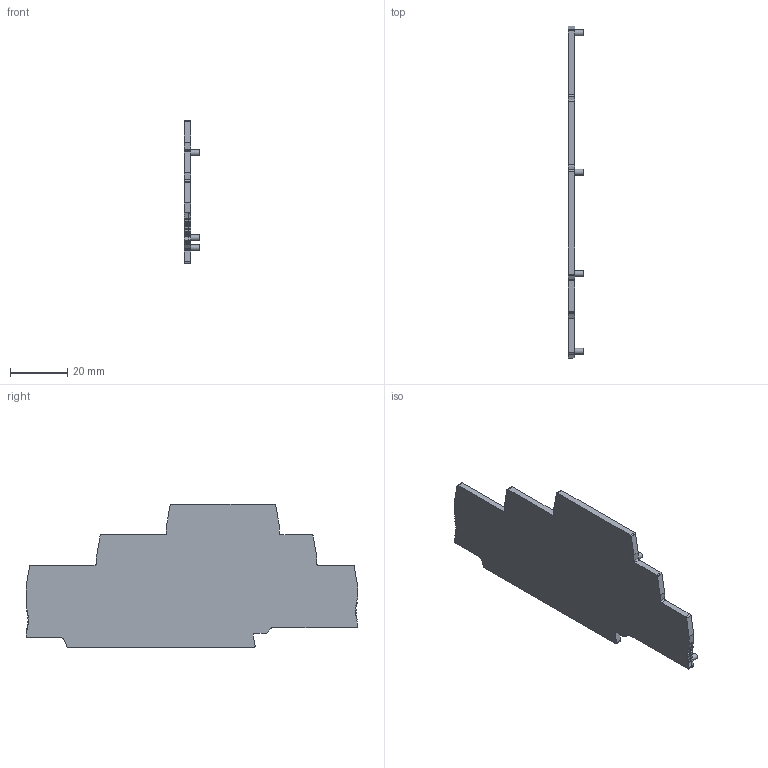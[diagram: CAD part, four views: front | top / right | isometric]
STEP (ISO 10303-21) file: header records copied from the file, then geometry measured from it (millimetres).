
FILE_DESCRIPTION(('STEP AP203'), '1');
FILE_NAME('MTP-PTR', '', ('UNSPECIFIED'), ('UNSPECIFIED'), 'C3D Converter', 'C3D Toolkit', '');
FILE_SCHEMA(('CONFIG_CONTROL_DESIGN'));
Length unit declared in the file: millimetre
Bounding box: 5.4 x 115.56 x 49.9 mm (x, y, z)
Volume: 5564.9 mm3; surface area: 9982.5 mm2
Topology: 1 solids, 1 shells, 185 faces, 516 edges, 344 vertices
Faces by surface type: plane 101, cylinder 73, bspline 11
Full cylindrical faces by diameter (mm): 1 x4, 2 x4
Entity records: 6135 total; most frequent: CARTESIAN_POINT 1333, ORIENTED_EDGE 1016, DIRECTION 966, EDGE_CURVE 508, VERTEX_POINT 344, AXIS2_PLACEMENT_3D 323, LINE 320, VECTOR 320
